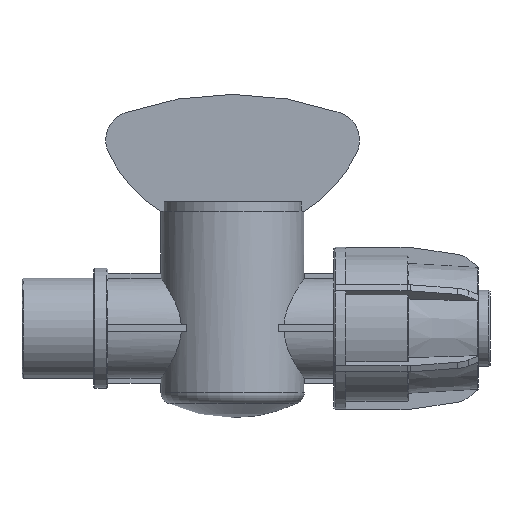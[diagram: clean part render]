
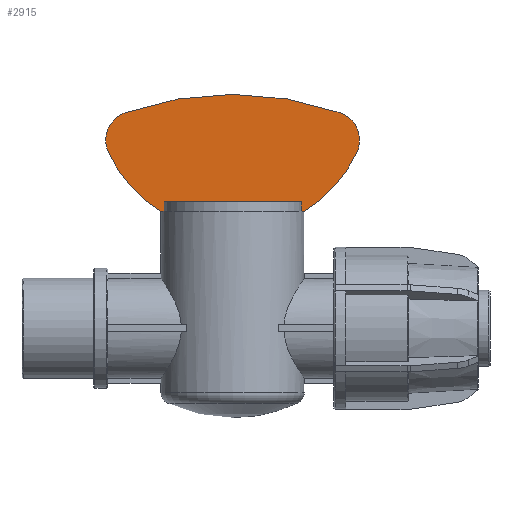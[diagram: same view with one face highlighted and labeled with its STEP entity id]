
A CAD part, front view. The second image highlights one B-rep face of the part: STEP entity #2915.
In plain terms, the highlighted planar face has unit normal (0, -1, 0).
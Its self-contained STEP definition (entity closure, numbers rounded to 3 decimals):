
#146=FACE_OUTER_BOUND('',#311,.T.);
#311=EDGE_LOOP('',(#1983,#1984,#1985,#1986,#1987,#1988,#1989,#1990,#1991,
#1992,#1993,#1994));
#494=CIRCLE('',#3090,6.114);
#495=CIRCLE('',#3092,28.727);
#499=CIRCLE('',#3100,67.653);
#500=CIRCLE('',#3101,6.114);
#501=CIRCLE('',#3102,28.727);
#614=LINE('',#4254,#902);
#615=LINE('',#4258,#903);
#616=LINE('',#4260,#904);
#624=LINE('',#4293,#912);
#625=LINE('',#4296,#913);
#628=LINE('',#4305,#916);
#631=LINE('',#4320,#919);
#902=VECTOR('',#3370,28.723);
#903=VECTOR('',#3375,2.);
#904=VECTOR('',#3376,2.);
#912=VECTOR('',#3408,0.505);
#913=VECTOR('',#3411,0.505);
#916=VECTOR('',#3422,0.134);
#919=VECTOR('',#3441,0.134);
#1190=VERTEX_POINT('',#4252);
#1191=VERTEX_POINT('',#4253);
#1192=VERTEX_POINT('',#4257);
#1193=VERTEX_POINT('',#4259);
#1206=VERTEX_POINT('',#4292);
#1207=VERTEX_POINT('',#4294);
#1209=VERTEX_POINT('',#4303);
#1210=VERTEX_POINT('',#4307);
#1211=VERTEX_POINT('',#4309);
#1213=VERTEX_POINT('',#4319);
#1214=VERTEX_POINT('',#4326);
#1215=VERTEX_POINT('',#4328);
#1488=EDGE_CURVE('',#1190,#1191,#614,.T.);
#1490=EDGE_CURVE('',#1191,#1192,#615,.T.);
#1491=EDGE_CURVE('',#1193,#1190,#616,.T.);
#1507=EDGE_CURVE('',#1193,#1206,#624,.T.);
#1509=EDGE_CURVE('',#1207,#1192,#625,.T.);
#1514=EDGE_CURVE('',#1209,#1207,#628,.T.);
#1516=EDGE_CURVE('',#1210,#1211,#494,.T.);
#1518=EDGE_CURVE('',#1211,#1209,#495,.T.);
#1521=EDGE_CURVE('',#1213,#1206,#631,.T.);
#1525=EDGE_CURVE('',#1214,#1210,#499,.T.);
#1526=EDGE_CURVE('',#1214,#1215,#500,.T.);
#1527=EDGE_CURVE('',#1215,#1213,#501,.T.);
#1983=ORIENTED_EDGE('',*,*,#1490,.T.);
#1984=ORIENTED_EDGE('',*,*,#1509,.F.);
#1985=ORIENTED_EDGE('',*,*,#1514,.F.);
#1986=ORIENTED_EDGE('',*,*,#1518,.F.);
#1987=ORIENTED_EDGE('',*,*,#1516,.F.);
#1988=ORIENTED_EDGE('',*,*,#1525,.F.);
#1989=ORIENTED_EDGE('',*,*,#1526,.T.);
#1990=ORIENTED_EDGE('',*,*,#1527,.T.);
#1991=ORIENTED_EDGE('',*,*,#1521,.T.);
#1992=ORIENTED_EDGE('',*,*,#1507,.F.);
#1993=ORIENTED_EDGE('',*,*,#1491,.T.);
#1994=ORIENTED_EDGE('',*,*,#1488,.T.);
#2823=PLANE('',#3099);
#2915=ADVANCED_FACE('',(#146),#2823,.F.);
#3090=AXIS2_PLACEMENT_3D('',#4310,#3426,#3427);
#3092=AXIS2_PLACEMENT_3D('',#4313,#3431,#3432);
#3099=AXIS2_PLACEMENT_3D('',#4325,#3448,#3449);
#3100=AXIS2_PLACEMENT_3D('',#4327,#3450,#3451);
#3101=AXIS2_PLACEMENT_3D('',#4329,#3452,#3453);
#3102=AXIS2_PLACEMENT_3D('',#4330,#3454,#3455);
#3370=DIRECTION('',(1.,0.,0.));
#3375=DIRECTION('',(0.,0.,-1.));
#3376=DIRECTION('',(0.,0.,1.));
#3408=DIRECTION('',(-1.,0.,0.));
#3411=DIRECTION('',(-1.,0.,0.));
#3422=DIRECTION('',(-1.,0.,0.));
#3426=DIRECTION('center_axis',(0.,1.,0.));
#3427=DIRECTION('ref_axis',(-0.905,0.,0.425));
#3431=DIRECTION('center_axis',(0.,1.,0.));
#3432=DIRECTION('ref_axis',(-0.522,0.,0.853));
#3441=DIRECTION('',(1.,0.,0.));
#3448=DIRECTION('center_axis',(0.,1.,0.));
#3449=DIRECTION('ref_axis',(0.,0.,1.));
#3450=DIRECTION('center_axis',(0.,1.,0.));
#3451=DIRECTION('ref_axis',(-0.333,0.,-0.943));
#3452=DIRECTION('center_axis',(0.,-1.,0.));
#3453=DIRECTION('ref_axis',(0.905,0.,0.425));
#3454=DIRECTION('center_axis',(0.,-1.,0.));
#3455=DIRECTION('ref_axis',(0.522,0.,0.853));
#4252=CARTESIAN_POINT('',(-19.261,-2.,26.5));
#4253=CARTESIAN_POINT('',(9.461,-2.,26.5));
#4254=CARTESIAN_POINT('',(-9.891,-2.,26.5));
#4257=CARTESIAN_POINT('',(9.461,-2.,24.5));
#4258=CARTESIAN_POINT('',(9.461,-2.,24.5));
#4259=CARTESIAN_POINT('',(-19.261,-2.,24.5));
#4260=CARTESIAN_POINT('',(-19.261,-2.,24.5));
#4292=CARTESIAN_POINT('',(-19.766,-2.,24.5));
#4293=CARTESIAN_POINT('',(-17.391,-2.,24.5));
#4294=CARTESIAN_POINT('',(9.966,-2.,24.5));
#4296=CARTESIAN_POINT('',(-17.391,-2.,24.5));
#4303=CARTESIAN_POINT('',(10.1,-2.,24.5));
#4305=CARTESIAN_POINT('',(10.1,-2.,24.5));
#4307=CARTESIAN_POINT('',(17.6,-2.,45.149));
#4309=CARTESIAN_POINT('',(21.1,-2.,36.783));
#4310=CARTESIAN_POINT('Origin',(15.567,-2.,39.383));
#4313=CARTESIAN_POINT('Origin',(-4.9,-2.,49.));
#4319=CARTESIAN_POINT('',(-19.9,-2.,24.5));
#4320=CARTESIAN_POINT('',(-19.9,-2.,24.5));
#4325=CARTESIAN_POINT('Origin',(-14.882,-2.,36.2));
#4326=CARTESIAN_POINT('',(-27.4,-2.,45.149));
#4327=CARTESIAN_POINT('Origin',(-4.9,-2.,-18.653));
#4328=CARTESIAN_POINT('',(-30.9,-2.,36.783));
#4329=CARTESIAN_POINT('Origin',(-25.367,-2.,39.383));
#4330=CARTESIAN_POINT('Origin',(-4.9,-2.,49.));
